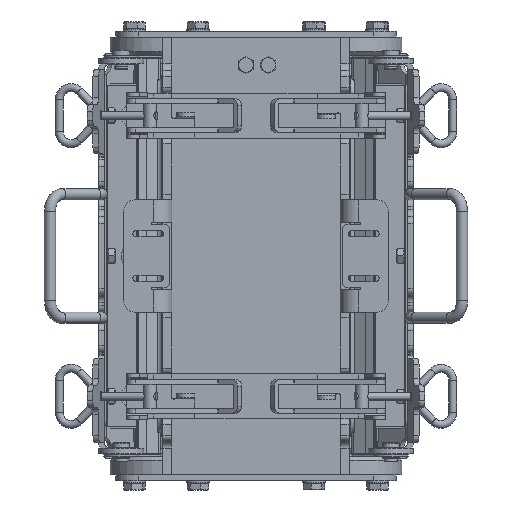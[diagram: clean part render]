
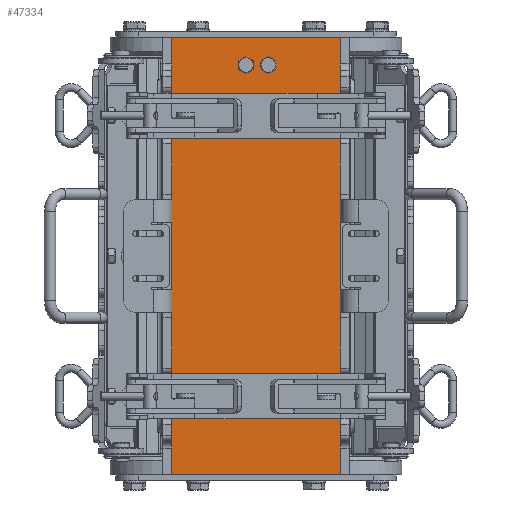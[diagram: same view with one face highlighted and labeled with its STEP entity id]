
A CAD part, front view. The second image highlights one B-rep face of the part: STEP entity #47334.
In plain terms, the highlighted planar face has unit normal (0, -1, 0).
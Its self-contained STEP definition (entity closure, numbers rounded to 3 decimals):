
#1186=LINE('',#71917,#4774);
#1446=LINE('',#73589,#5034);
#1700=LINE('',#74737,#5288);
#1749=LINE('',#74839,#5337);
#1781=LINE('',#74908,#5369);
#1938=LINE('',#75338,#5526);
#1980=LINE('',#75426,#5568);
#2012=LINE('',#75495,#5600);
#4774=VECTOR('',#57189,10.);
#5034=VECTOR('',#58603,10.);
#5288=VECTOR('',#59617,10.);
#5337=VECTOR('',#59728,10.);
#5369=VECTOR('',#59818,10.);
#5526=VECTOR('',#60239,10.);
#5568=VECTOR('',#60343,10.);
#5600=VECTOR('',#60433,10.);
#8514=PLANE('',#51376);
#10714=FACE_BOUND('',#15502,.T.);
#10715=FACE_BOUND('',#15503,.T.);
#12325=FACE_OUTER_BOUND('',#15501,.T.);
#15501=EDGE_LOOP('',(#36136,#36137,#36138,#36139,#36140,#36141,#36142,#36143));
#15502=EDGE_LOOP('',(#36144,#36145));
#15503=EDGE_LOOP('',(#36146));
#17411=CIRCLE('',#48931,3.662);
#18646=CIRCLE('',#51373,5.);
#18647=CIRCLE('',#51375,5.);
#19711=VERTEX_POINT('',#67755);
#19713=VERTEX_POINT('',#67758);
#20835=VERTEX_POINT('',#71914);
#20836=VERTEX_POINT('',#71916);
#21382=VERTEX_POINT('',#73586);
#21383=VERTEX_POINT('',#73588);
#21746=VERTEX_POINT('',#74734);
#21747=VERTEX_POINT('',#74736);
#21917=VERTEX_POINT('',#75335);
#21918=VERTEX_POINT('',#75337);
#21954=VERTEX_POINT('',#75552);
#23986=EDGE_CURVE('',#19713,#19711,#17411,.T.);
#25545=EDGE_CURVE('',#20835,#20836,#1186,.T.);
#26219=EDGE_CURVE('',#21382,#21383,#1446,.T.);
#26714=EDGE_CURVE('',#21746,#21747,#1700,.T.);
#26769=EDGE_CURVE('',#21747,#21382,#1749,.T.);
#26805=EDGE_CURVE('',#20836,#21746,#1781,.T.);
#27016=EDGE_CURVE('',#21917,#21918,#1938,.T.);
#27064=EDGE_CURVE('',#21918,#20835,#1980,.T.);
#27100=EDGE_CURVE('',#21383,#21917,#2012,.T.);
#27124=EDGE_CURVE('',#21954,#21954,#18646,.T.);
#27125=EDGE_CURVE('',#19711,#19713,#18647,.T.);
#36136=ORIENTED_EDGE('',*,*,#25545,.F.);
#36137=ORIENTED_EDGE('',*,*,#27064,.F.);
#36138=ORIENTED_EDGE('',*,*,#27016,.F.);
#36139=ORIENTED_EDGE('',*,*,#27100,.F.);
#36140=ORIENTED_EDGE('',*,*,#26219,.F.);
#36141=ORIENTED_EDGE('',*,*,#26769,.F.);
#36142=ORIENTED_EDGE('',*,*,#26714,.F.);
#36143=ORIENTED_EDGE('',*,*,#26805,.F.);
#36144=ORIENTED_EDGE('',*,*,#23986,.T.);
#36145=ORIENTED_EDGE('',*,*,#27125,.T.);
#36146=ORIENTED_EDGE('',*,*,#27124,.T.);
#47334=ADVANCED_FACE('',(#12325,#10714,#10715),#8514,.F.);
#48931=AXIS2_PLACEMENT_3D('',#67759,#54050,#54051);
#51373=AXIS2_PLACEMENT_3D('',#75553,#60507,#60508);
#51375=AXIS2_PLACEMENT_3D('',#75555,#60511,#60512);
#51376=AXIS2_PLACEMENT_3D('',#75556,#60513,#60514);
#54050=DIRECTION('center_axis',(0.,1.,0.));
#54051=DIRECTION('ref_axis',(0.,0.,
-1.));
#57189=DIRECTION('',(-1.,0.,0.));
#58603=DIRECTION('',(1.,0.,0.));
#59617=DIRECTION('',(0.,0.,1.));
#59728=DIRECTION('',(0.,0.,1.));
#59818=DIRECTION('',(0.,0.,1.));
#60239=DIRECTION('',(0.,0.,-1.));
#60343=DIRECTION('',(0.,0.,-1.));
#60433=DIRECTION('',(0.,0.,-1.));
#60507=DIRECTION('center_axis',(0.,1.,0.));
#60508=DIRECTION('ref_axis',(-1.,0.,0.));
#60511=DIRECTION('center_axis',(0.,1.,0.));
#60512=DIRECTION('ref_axis',(-1.,0.,0.));
#60513=DIRECTION('center_axis',(0.,1.,0.));
#60514=DIRECTION('ref_axis',(-1.,0.,0.));
#67755=CARTESIAN_POINT('',(12.898,-78.,-28.131));
#67758=CARTESIAN_POINT('',(12.898,-78.,-21.869));
#67759=CARTESIAN_POINT('Origin',(11.,-78.,-25.));
#71914=CARTESIAN_POINT('',(75.,-78.,-390.));
#71916=CARTESIAN_POINT('',(-75.,-78.,-390.));
#71917=CARTESIAN_POINT('',(0.,-78.,-390.));
#73586=CARTESIAN_POINT('',(-75.,-78.,0.));
#73588=CARTESIAN_POINT('',(75.,-78.,0.));
#73589=CARTESIAN_POINT('',(0.,-78.,0.));
#74734=CARTESIAN_POINT('',(-75.,-78.,-376.));
#74736=CARTESIAN_POINT('',(-75.,-78.,-14.));
#74737=CARTESIAN_POINT('',(-75.,-78.,-390.));
#74839=CARTESIAN_POINT('',(-75.,-78.,-390.));
#74908=CARTESIAN_POINT('',(-75.,-78.,-390.));
#75335=CARTESIAN_POINT('',(75.,-78.,-14.));
#75337=CARTESIAN_POINT('',(75.,-78.,-376.));
#75338=CARTESIAN_POINT('',(75.,-78.,0.));
#75426=CARTESIAN_POINT('',(75.,-78.,0.));
#75495=CARTESIAN_POINT('',(75.,-78.,0.));
#75552=CARTESIAN_POINT('',(-4.,-78.,-25.));
#75553=CARTESIAN_POINT('Origin',(-9.,-78.,-25.));
#75555=CARTESIAN_POINT('Origin',(9.,-78.,-25.));
#75556=CARTESIAN_POINT('Origin',(0.,-78.,
-195.));
